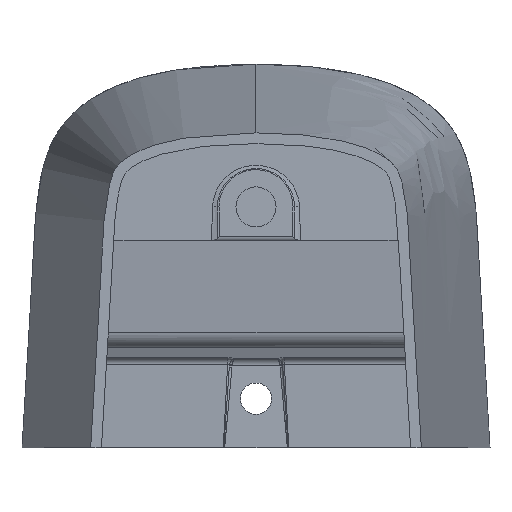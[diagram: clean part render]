
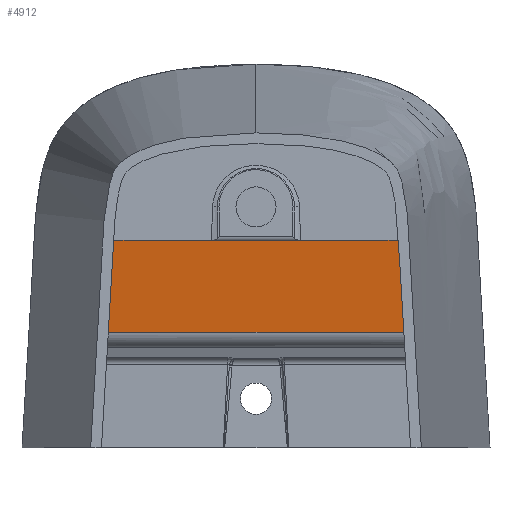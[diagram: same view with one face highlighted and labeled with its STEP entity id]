
A CAD part, front view. The second image highlights one B-rep face of the part: STEP entity #4912.
In plain terms, the highlighted planar face has unit normal (0, -0.992, -0.128).
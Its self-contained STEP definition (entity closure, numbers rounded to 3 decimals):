
#15 = LINE ( 'NONE', #8304, #4679 ) ;
#24 = B_SPLINE_CURVE_WITH_KNOTS ( 'NONE', 3,
 ( #3725, #7519, #2919, #9406 ),
 .UNSPECIFIED., .F., .F.,
 ( 4, 4 ),
 ( 0., 0. ),
 .UNSPECIFIED. ) ;
#100 = EDGE_CURVE ( 'NONE', #4233, #5007, #24, .T. ) ;
#138 = CARTESIAN_POINT ( 'NONE',  ( -212.332, -138.195, -51.175 ) ) ;
#162 = VERTEX_POINT ( 'NONE', #1080 ) ;
#423 = CARTESIAN_POINT ( 'NONE',  ( 210.613, -141.511, -25.423 ) ) ;
#588 = EDGE_LOOP ( 'NONE', ( #5872, #2680, #10901, #10324, #10744, #5771, #10474, #815 ) ) ;
#624 = CARTESIAN_POINT ( 'NONE',  ( -49.987, -147.039, 17.5 ) ) ;
#815 = ORIENTED_EDGE ( 'NONE', *, *, #6371, .F. ) ;
#900 = DIRECTION ( 'NONE',  ( 1., 0., 0. ) ) ;
#1040 = CARTESIAN_POINT ( 'NONE',  ( -210.05, -142.617, -16.839 ) ) ;
#1049 = B_SPLINE_CURVE_WITH_KNOTS ( 'NONE', 3,
 ( #7522, #6616, #1937, #4874, #4711, #1040, #7558, #138, #10344, #1975 ),
 .UNSPECIFIED., .F., .F.,
 ( 4, 2, 2, 2, 4 ),
 ( 0., 0.013, 0.026, 0.052, 0.104 ),
 .UNSPECIFIED. ) ;
#1080 = CARTESIAN_POINT ( 'NONE',  ( 214.723, -133.775, -85.504 ) ) ;
#1445 = CARTESIAN_POINT ( 'NONE',  ( 209.223, -144.275, -3.961 ) ) ;
#1725 = CARTESIAN_POINT ( 'NONE',  ( -207.849, -147.039, 17.503 ) ) ;
#1937 = CARTESIAN_POINT ( 'NONE',  ( -208.409, -145.933, 8.918 ) ) ;
#1975 = CARTESIAN_POINT ( 'NONE',  ( -214.723, -133.775, -85.504 ) ) ;
#1982 = VERTEX_POINT ( 'NONE', #7410 ) ;
#2043 = LINE ( 'NONE', #10910, #11333 ) ;
#2167 = CARTESIAN_POINT ( 'NONE',  ( 207.746, -147.039, 17.5 ) ) ;
#2586 = PLANE ( 'NONE',  #6849 ) ;
#2680 = ORIENTED_EDGE ( 'NONE', *, *, #3618, .T. ) ;
#2919 = CARTESIAN_POINT ( 'NONE',  ( -207.815, -147.039, 17.501 ) ) ;
#3037 = VECTOR ( 'NONE', #11393, 1000. ) ;
#3618 = EDGE_CURVE ( 'NONE', #5007, #9464, #1049, .T. ) ;
#3725 = CARTESIAN_POINT ( 'NONE',  ( -207.746, -147.039, 17.5 ) ) ;
#3825 = B_SPLINE_CURVE_WITH_KNOTS ( 'NONE', 3,
 ( #4410, #8784, #6808, #2167 ),
 .UNSPECIFIED., .F., .F.,
 ( 4, 4 ),
 ( 0., 0. ),
 .UNSPECIFIED. ) ;
#4233 = VERTEX_POINT ( 'NONE', #7700 ) ;
#4410 = CARTESIAN_POINT ( 'NONE',  ( 207.849, -147.039, 17.503 ) ) ;
#4679 = VECTOR ( 'NONE', #900, 1000. ) ;
#4711 = CARTESIAN_POINT ( 'NONE',  ( -209.223, -144.275, -3.961 ) ) ;
#4846 = B_SPLINE_CURVE_WITH_KNOTS ( 'NONE', 3,
 ( #10624, #11552, #6008, #423, #7808, #1445, #10582, #9821, #11681, #11590 ),
 .UNSPECIFIED., .F., .F.,
 ( 4, 2, 2, 2, 4 ),
 ( 0., 0.052, 0.078, 0.091, 0.104 ),
 .UNSPECIFIED. ) ;
#4874 = CARTESIAN_POINT ( 'NONE',  ( -208.952, -144.828, 0.332 ) ) ;
#4912 = ADVANCED_FACE ( 'NONE', ( #9500 ), #2586, .F. ) ;
#5007 = VERTEX_POINT ( 'NONE', #1725 ) ;
#5357 = CARTESIAN_POINT ( 'NONE',  ( 207.849, -147.039, 17.503 ) ) ;
#5661 = CARTESIAN_POINT ( 'NONE',  ( -214.723, -133.775, -85.504 ) ) ;
#5701 = VECTOR ( 'NONE', #10818, 1000. ) ;
#5771 = ORIENTED_EDGE ( 'NONE', *, *, #11102, .F. ) ;
#5872 = ORIENTED_EDGE ( 'NONE', *, *, #100, .T. ) ;
#6008 = CARTESIAN_POINT ( 'NONE',  ( 212.332, -138.195, -51.175 ) ) ;
#6203 = DIRECTION ( 'NONE',  ( 0., 0.992, 0.128 ) ) ;
#6286 = LINE ( 'NONE', #9893, #5701 ) ;
#6371 = EDGE_CURVE ( 'NONE', #4233, #9175, #15, .T. ) ;
#6616 = CARTESIAN_POINT ( 'NONE',  ( -208.136, -146.486, 13.211 ) ) ;
#6808 = CARTESIAN_POINT ( 'NONE',  ( 207.78, -147.039, 17.5 ) ) ;
#6849 = AXIS2_PLACEMENT_3D ( 'NONE', #9939, #6203, #8200 ) ;
#7410 = CARTESIAN_POINT ( 'NONE',  ( 207.746, -147.039, 17.5 ) ) ;
#7514 = VERTEX_POINT ( 'NONE', #11685 ) ;
#7519 = CARTESIAN_POINT ( 'NONE',  ( -207.78, -147.039, 17.5 ) ) ;
#7522 = CARTESIAN_POINT ( 'NONE',  ( -207.849, -147.039, 17.503 ) ) ;
#7558 = CARTESIAN_POINT ( 'NONE',  ( -210.613, -141.511, -25.423 ) ) ;
#7611 = EDGE_CURVE ( 'NONE', #9464, #162, #2043, .T. ) ;
#7700 = CARTESIAN_POINT ( 'NONE',  ( -207.746, -147.039, 17.5 ) ) ;
#7808 = CARTESIAN_POINT ( 'NONE',  ( 210.05, -142.617, -16.839 ) ) ;
#8200 = DIRECTION ( 'NONE',  ( 0., -0.128, 0.992 ) ) ;
#8304 = CARTESIAN_POINT ( 'NONE',  ( -281.159, -147.039, 17.5 ) ) ;
#8403 = EDGE_CURVE ( 'NONE', #9175, #7514, #6286, .T. ) ;
#8777 = EDGE_CURVE ( 'NONE', #162, #8871, #4846, .T. ) ;
#8784 = CARTESIAN_POINT ( 'NONE',  ( 207.815, -147.039, 17.501 ) ) ;
#8871 = VERTEX_POINT ( 'NONE', #5357 ) ;
#9175 = VERTEX_POINT ( 'NONE', #624 ) ;
#9403 = EDGE_CURVE ( 'NONE', #8871, #1982, #3825, .T. ) ;
#9406 = CARTESIAN_POINT ( 'NONE',  ( -207.849, -147.039, 17.503 ) ) ;
#9464 = VERTEX_POINT ( 'NONE', #5661 ) ;
#9500 = FACE_OUTER_BOUND ( 'NONE', #588, .T. ) ;
#9821 = CARTESIAN_POINT ( 'NONE',  ( 208.409, -145.933, 8.918 ) ) ;
#9848 = LINE ( 'NONE', #11223, #3037 ) ;
#9893 = CARTESIAN_POINT ( 'NONE',  ( -281.159, -147.039, 17.5 ) ) ;
#9939 = CARTESIAN_POINT ( 'NONE',  ( -281.159, -147.039, 17.5 ) ) ;
#10324 = ORIENTED_EDGE ( 'NONE', *, *, #8777, .T. ) ;
#10344 = CARTESIAN_POINT ( 'NONE',  ( -213.516, -135.985, -68.34 ) ) ;
#10474 = ORIENTED_EDGE ( 'NONE', *, *, #8403, .F. ) ;
#10582 = CARTESIAN_POINT ( 'NONE',  ( 208.952, -144.828, 0.332 ) ) ;
#10624 = CARTESIAN_POINT ( 'NONE',  ( 214.723, -133.775, -85.504 ) ) ;
#10744 = ORIENTED_EDGE ( 'NONE', *, *, #9403, .T. ) ;
#10818 = DIRECTION ( 'NONE',  ( 1., 0., 0. ) ) ;
#10901 = ORIENTED_EDGE ( 'NONE', *, *, #7611, .T. ) ;
#10910 = CARTESIAN_POINT ( 'NONE',  ( -281.159, -133.775, -85.504 ) ) ;
#10951 = DIRECTION ( 'NONE',  ( 1., 0., 0. ) ) ;
#11102 = EDGE_CURVE ( 'NONE', #7514, #1982, #9848, .T. ) ;
#11223 = CARTESIAN_POINT ( 'NONE',  ( -281.159, -147.039, 17.5 ) ) ;
#11333 = VECTOR ( 'NONE', #10951, 1000. ) ;
#11393 = DIRECTION ( 'NONE',  ( 1., 0., 0. ) ) ;
#11552 = CARTESIAN_POINT ( 'NONE',  ( 213.516, -135.985, -68.34 ) ) ;
#11590 = CARTESIAN_POINT ( 'NONE',  ( 207.849, -147.039, 17.503 ) ) ;
#11681 = CARTESIAN_POINT ( 'NONE',  ( 208.136, -146.486, 13.211 ) ) ;
#11685 = CARTESIAN_POINT ( 'NONE',  ( 49.987, -147.039, 17.5 ) ) ;
